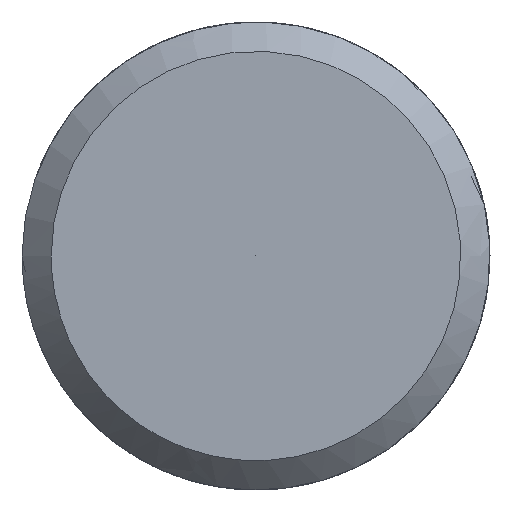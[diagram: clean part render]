
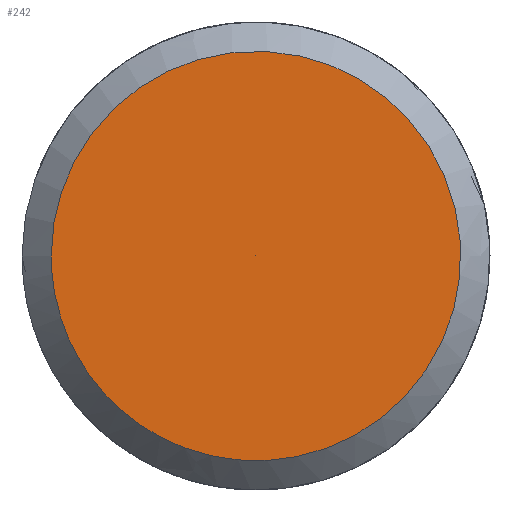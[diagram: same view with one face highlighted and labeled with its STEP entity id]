
A CAD part, left-side view. The second image highlights one B-rep face of the part: STEP entity #242.
In plain terms, the highlighted free-form (B-spline) face has degree [5, 1] with [6, 2] control points.
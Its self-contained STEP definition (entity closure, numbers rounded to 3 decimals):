
#208 = CARTESIAN_POINT ('', (-50., 0., 0.));
#209 = VERTEX_POINT ('', #208);
#210 = CARTESIAN_POINT ('', (-50., 1.75, 0.));
#211 = VERTEX_POINT ('', #210);
#212 = CARTESIAN_POINT ('', (-50., 0., 0.));
#213 = CARTESIAN_POINT ('', (-50., 1.75, 0.));
#214 = B_SPLINE_CURVE_WITH_KNOTS ('', 1, (#212, #213), .UNSPECIFIED., .F., .U., (2, 2), (0., 1.), .UNSPECIFIED.);
#215 = EDGE_CURVE ('', #209, #211, #214, .T.);
#216 = ORIENTED_EDGE ('', *, *, #215, .F.);
#217 = ORIENTED_EDGE ('', *, *, #215, .T.);
#218 = CARTESIAN_POINT ('', (-50., 1.75, 0.));
#219 = CARTESIAN_POINT ('', (-50., 1.75, 7.));
#220 = CARTESIAN_POINT ('', (-50., -5.25, 3.5));
#221 = CARTESIAN_POINT ('', (-50., -5.25, -3.5));
#222 = CARTESIAN_POINT ('', (-50., 1.75, -7.));
#223 = CARTESIAN_POINT ('', (-50., 1.75, 0.));
#224 = (
   BOUNDED_CURVE ()
   B_SPLINE_CURVE (5, (#218, #219, #220, #221, #222, #223), .UNSPECIFIED., .T., .U.)
   B_SPLINE_CURVE_WITH_KNOTS ((6, 6), (0., 1.), .UNSPECIFIED.)
   CURVE ()
   GEOMETRIC_REPRESENTATION_ITEM ()
   RATIONAL_B_SPLINE_CURVE ((5., 1., 1., 1., 1., 5.))
   REPRESENTATION_ITEM ('')
);
#225 = EDGE_CURVE ('', #211, #211, #224, .T.);
#226 = ORIENTED_EDGE ('', *, *, #225, .F.);
#227 = EDGE_LOOP ('', (#216, #217, #226));
#228 = FACE_OUTER_BOUND ('', #227, .T.);
#229 = CARTESIAN_POINT ('', (-50., 0., 0.));
#230 = CARTESIAN_POINT ('', (-50., 1.75, 0.));
#231 = CARTESIAN_POINT ('', (-50., 0., 0.));
#232 = CARTESIAN_POINT ('', (-50., 1.75, 7.));
#233 = CARTESIAN_POINT ('', (-50., 0., 0.));
#234 = CARTESIAN_POINT ('', (-50., -5.25, 3.5));
#235 = CARTESIAN_POINT ('', (-50., 0., 0.));
#236 = CARTESIAN_POINT ('', (-50., -5.25, -3.5));
#237 = CARTESIAN_POINT ('', (-50., 0., 0.));
#238 = CARTESIAN_POINT ('', (-50., 1.75, -7.));
#239 = CARTESIAN_POINT ('', (-50., 0., 0.));
#240 = CARTESIAN_POINT ('', (-50., 1.75, 0.));
#241 = (
   BOUNDED_SURFACE ()
   B_SPLINE_SURFACE (5, 1, ((#229, #230), (#231, #232), (#233, #234), (#235, #236), (#237, #238), (#239, #240)), .UNSPECIFIED., .T., .F., .U.)
   B_SPLINE_SURFACE_WITH_KNOTS ((6, 6), (2, 2), (0., 1.), (0., 1.), .UNSPECIFIED.)
   SURFACE ()
   GEOMETRIC_REPRESENTATION_ITEM ()
   RATIONAL_B_SPLINE_SURFACE (((5., 5.), (1., 1.), (1., 1.), (1., 1.), (1., 1.), (5., 5.)))
   REPRESENTATION_ITEM ('')
);
#242 = ADVANCED_FACE ('', (#228), #241, .T.);
